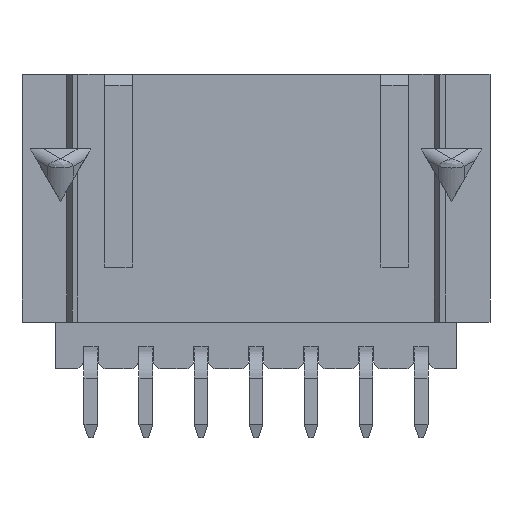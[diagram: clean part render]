
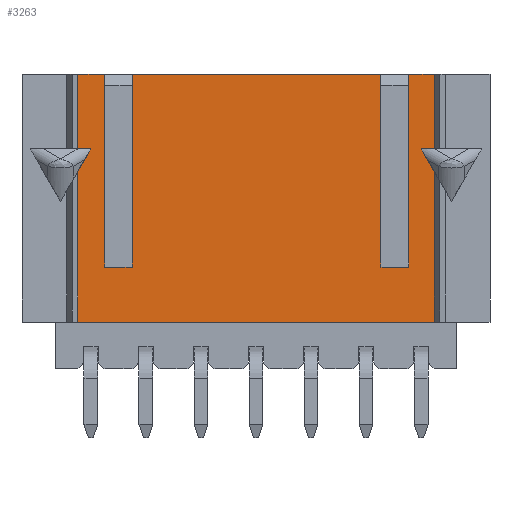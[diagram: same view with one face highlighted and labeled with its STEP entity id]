
A CAD part, front view. The second image highlights one B-rep face of the part: STEP entity #3263.
In plain terms, the highlighted planar face has unit normal (0, -1, 0).
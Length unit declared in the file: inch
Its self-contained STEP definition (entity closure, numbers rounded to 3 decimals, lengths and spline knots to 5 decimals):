
#522=DIRECTION('',(1.,0.,0.));
#523=VECTOR('',#522,0.648);
#524=CARTESIAN_POINT('',(-0.324,-0.1,-0.225));
#525=LINE('',#524,#523);
#590=DIRECTION('',(0.5,0.,-0.866));
#591=VECTOR('',#590,0.048);
#592=CARTESIAN_POINT('',(0.3,-0.1,0.08975));
#593=LINE('',#592,#591);
#594=DIRECTION('',(0.,0.,-1.));
#595=VECTOR('',#594,0.27319);
#596=CARTESIAN_POINT('',(0.324,-0.1,0.04819));
#597=LINE('',#596,#595);
#598=DIRECTION('',(0.,0.,-1.));
#599=VECTOR('',#598,0.27319);
#600=CARTESIAN_POINT('',(-0.324,-0.1,0.04819));
#601=LINE('',#600,#599);
#602=DIRECTION('',(0.5,0.,0.866));
#603=VECTOR('',#602,0.048);
#604=CARTESIAN_POINT('',(-0.324,-0.1,0.04819));
#605=LINE('',#604,#603);
#606=DIRECTION('',(-1.,0.,0.));
#607=VECTOR('',#606,0.024);
#608=CARTESIAN_POINT('',(-0.3,-0.1,0.08975));
#609=LINE('',#608,#607);
#610=DIRECTION('',(0.,0.,-1.));
#611=VECTOR('',#610,0.13525);
#612=CARTESIAN_POINT('',(-0.324,-0.1,0.225));
#613=LINE('',#612,#611);
#614=DIRECTION('',(1.,0.,0.));
#615=VECTOR('',#614,0.049);
#616=CARTESIAN_POINT('',(-0.324,-0.1,0.225));
#617=LINE('',#616,#615);
#618=DIRECTION('',(0.,0.,-1.));
#619=VECTOR('',#618,0.35);
#620=CARTESIAN_POINT('',(-0.275,-0.1,0.225));
#621=LINE('',#620,#619);
#622=DIRECTION('',(1.,0.,0.));
#623=VECTOR('',#622,0.05);
#624=CARTESIAN_POINT('',(-0.275,-0.1,-0.125));
#625=LINE('',#624,#623);
#626=DIRECTION('',(0.,0.,-1.));
#627=VECTOR('',#626,0.35);
#628=CARTESIAN_POINT('',(-0.225,-0.1,0.225));
#629=LINE('',#628,#627);
#630=DIRECTION('',(1.,0.,0.));
#631=VECTOR('',#630,0.452);
#632=CARTESIAN_POINT('',(-0.225,-0.1,0.225));
#633=LINE('',#632,#631);
#634=DIRECTION('',(0.,0.,-1.));
#635=VECTOR('',#634,0.35);
#636=CARTESIAN_POINT('',(0.227,-0.1,0.225));
#637=LINE('',#636,#635);
#638=DIRECTION('',(-1.,0.,0.));
#639=VECTOR('',#638,0.05);
#640=CARTESIAN_POINT('',(0.277,-0.1,-0.125));
#641=LINE('',#640,#639);
#642=DIRECTION('',(0.,0.,-1.));
#643=VECTOR('',#642,0.35);
#644=CARTESIAN_POINT('',(0.277,-0.1,0.225));
#645=LINE('',#644,#643);
#646=DIRECTION('',(1.,0.,0.));
#647=VECTOR('',#646,0.047);
#648=CARTESIAN_POINT('',(0.277,-0.1,0.225));
#649=LINE('',#648,#647);
#650=DIRECTION('',(0.,0.,-1.));
#651=VECTOR('',#650,0.13525);
#652=CARTESIAN_POINT('',(0.324,-0.1,0.225));
#653=LINE('',#652,#651);
#654=DIRECTION('',(-1.,0.,0.));
#655=VECTOR('',#654,0.024);
#656=CARTESIAN_POINT('',(0.324,-0.1,0.08975));
#657=LINE('',#656,#655);
#2109=CARTESIAN_POINT('',(0.277,-0.1,0.225));
#2111=VERTEX_POINT('',#2109);
#2113=CARTESIAN_POINT('',(0.227,-0.1,0.225));
#2115=VERTEX_POINT('',#2113);
#2117=CARTESIAN_POINT('',(0.277,-0.1,-0.125));
#2118=VERTEX_POINT('',#2117);
#2119=CARTESIAN_POINT('',(0.227,-0.1,-0.125));
#2120=VERTEX_POINT('',#2119);
#2239=CARTESIAN_POINT('',(-0.324,-0.1,-0.225));
#2240=CARTESIAN_POINT('',(0.324,-0.1,-0.225));
#2241=VERTEX_POINT('',#2239);
#2242=VERTEX_POINT('',#2240);
#2245=CARTESIAN_POINT('',(-0.324,-0.1,0.225));
#2247=VERTEX_POINT('',#2245);
#2255=CARTESIAN_POINT('',(0.324,-0.1,0.225));
#2256=VERTEX_POINT('',#2255);
#2261=CARTESIAN_POINT('',(0.3,-0.1,0.08975));
#2262=CARTESIAN_POINT('',(0.324,-0.1,0.04819));
#2263=VERTEX_POINT('',#2261);
#2264=VERTEX_POINT('',#2262);
#2273=CARTESIAN_POINT('',(0.324,-0.1,0.08975));
#2274=VERTEX_POINT('',#2273);
#2279=CARTESIAN_POINT('',(-0.3,-0.1,0.08975));
#2280=CARTESIAN_POINT('',(-0.324,-0.1,0.08975));
#2281=VERTEX_POINT('',#2279);
#2282=VERTEX_POINT('',#2280);
#2291=CARTESIAN_POINT('',(-0.324,-0.1,0.04819));
#2292=VERTEX_POINT('',#2291);
#2381=CARTESIAN_POINT('',(-0.275,-0.1,0.225));
#2383=VERTEX_POINT('',#2381);
#2385=CARTESIAN_POINT('',(-0.225,-0.1,0.225));
#2387=VERTEX_POINT('',#2385);
#2389=CARTESIAN_POINT('',(-0.275,-0.1,-0.125));
#2390=CARTESIAN_POINT('',(-0.225,-0.1,-0.125));
#2391=VERTEX_POINT('',#2389);
#2392=VERTEX_POINT('',#2390);
#3221=CARTESIAN_POINT('',(-0.4,-0.1,0.225));
#3222=DIRECTION('',(0.,-1.,0.));
#3223=DIRECTION('',(0.,0.,-1.));
#3224=AXIS2_PLACEMENT_3D('',#3221,#3222,#3223);
#3225=PLANE('',#3224);
#3227=ORIENTED_EDGE('',*,*,#3226,.T.);
#3229=ORIENTED_EDGE('',*,*,#3228,.T.);
#3230=ORIENTED_EDGE('',*,*,#3155,.F.);
#3232=ORIENTED_EDGE('',*,*,#3231,.F.);
#3234=ORIENTED_EDGE('',*,*,#3233,.T.);
#3236=ORIENTED_EDGE('',*,*,#3235,.T.);
#3238=ORIENTED_EDGE('',*,*,#3237,.F.);
#3240=ORIENTED_EDGE('',*,*,#3239,.T.);
#3242=ORIENTED_EDGE('',*,*,#3241,.T.);
#3244=ORIENTED_EDGE('',*,*,#3243,.T.);
#3246=ORIENTED_EDGE('',*,*,#3245,.F.);
#3248=ORIENTED_EDGE('',*,*,#3247,.T.);
#3250=ORIENTED_EDGE('',*,*,#3249,.T.);
#3252=ORIENTED_EDGE('',*,*,#3251,.F.);
#3254=ORIENTED_EDGE('',*,*,#3253,.F.);
#3256=ORIENTED_EDGE('',*,*,#3255,.T.);
#3258=ORIENTED_EDGE('',*,*,#3257,.T.);
#3260=ORIENTED_EDGE('',*,*,#3259,.T.);
#3261=EDGE_LOOP('',(#3227,#3229,#3230,#3232,#3234,#3236,#3238,#3240,#3242,#3244,
#3246,#3248,#3250,#3252,#3254,#3256,#3258,#3260));
#3262=FACE_OUTER_BOUND('',#3261,.F.);
#3263=ADVANCED_FACE('',(#3262),#3225,.T.);
#3155=EDGE_CURVE('',#2241,#2242,#525,.T.);
#3226=EDGE_CURVE('',#2263,#2264,#593,.T.);
#3228=EDGE_CURVE('',#2264,#2242,#597,.T.);
#3231=EDGE_CURVE('',#2292,#2241,#601,.T.);
#3233=EDGE_CURVE('',#2292,#2281,#605,.T.);
#3235=EDGE_CURVE('',#2281,#2282,#609,.T.);
#3237=EDGE_CURVE('',#2247,#2282,#613,.T.);
#3239=EDGE_CURVE('',#2247,#2383,#617,.T.);
#3241=EDGE_CURVE('',#2383,#2391,#621,.T.);
#3243=EDGE_CURVE('',#2391,#2392,#625,.T.);
#3245=EDGE_CURVE('',#2387,#2392,#629,.T.);
#3247=EDGE_CURVE('',#2387,#2115,#633,.T.);
#3249=EDGE_CURVE('',#2115,#2120,#637,.T.);
#3251=EDGE_CURVE('',#2118,#2120,#641,.T.);
#3253=EDGE_CURVE('',#2111,#2118,#645,.T.);
#3255=EDGE_CURVE('',#2111,#2256,#649,.T.);
#3257=EDGE_CURVE('',#2256,#2274,#653,.T.);
#3259=EDGE_CURVE('',#2274,#2263,#657,.T.);
